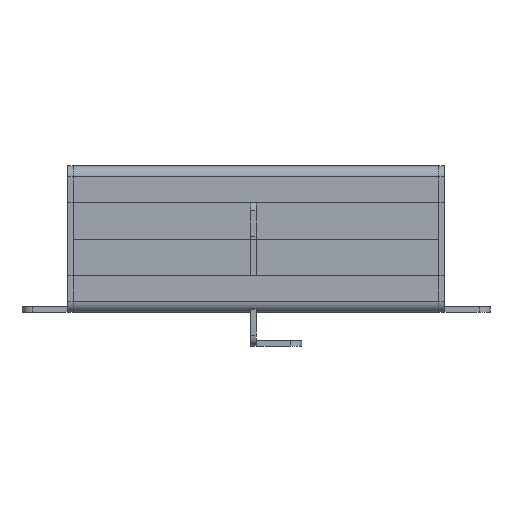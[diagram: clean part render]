
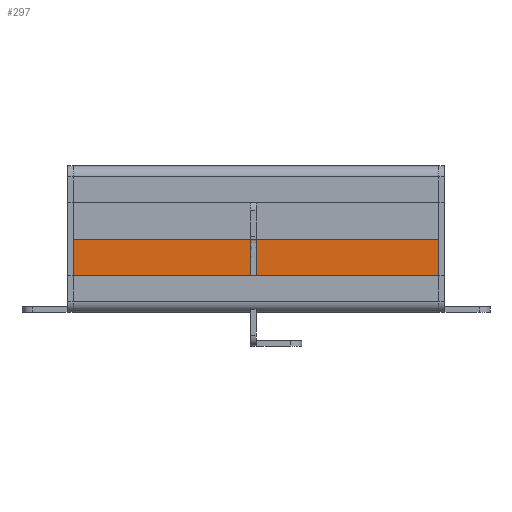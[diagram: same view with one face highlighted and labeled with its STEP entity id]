
A CAD part, front view. The second image highlights one B-rep face of the part: STEP entity #297.
In plain terms, the highlighted face is planar.
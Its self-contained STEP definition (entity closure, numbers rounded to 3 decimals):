
#297 = ADVANCED_FACE( '', ( #559 ), #560, .F. );
#559 = FACE_OUTER_BOUND( '', #1064, .T. );
#560 = PLANE( '', #1065 );
#1064 = EDGE_LOOP( '', ( #2021, #2022, #2023, #2024 ) );
#1065 = AXIS2_PLACEMENT_3D( '', #2025, #2026, #2027 );
#2021 = ORIENTED_EDGE( '', *, *, #3983, .T. );
#2022 = ORIENTED_EDGE( '', *, *, #4001, .F. );
#2023 = ORIENTED_EDGE( '', *, *, #3634, .F. );
#2024 = ORIENTED_EDGE( '', *, *, #4000, .T. );
#2025 = CARTESIAN_POINT( '', ( 50., 47.4, 0. ) );
#2026 = DIRECTION( '', ( 0., -1., 0. ) );
#2027 = DIRECTION( '', ( 0., 0., -1. ) );
#3634 = EDGE_CURVE( '', #4329, #4331, #4332, .T. );
#3983 = EDGE_CURVE( '', #5024, #5022, #5025, .T. );
#4000 = EDGE_CURVE( '', #4329, #5024, #5043, .T. );
#4001 = EDGE_CURVE( '', #4331, #5022, #5044, .T. );
#4329 = VERTEX_POINT( '', #5484 );
#4331 = VERTEX_POINT( '', #5487 );
#4332 = LINE( '', #5488, #5489 );
#5022 = VERTEX_POINT( '', #6516 );
#5024 = VERTEX_POINT( '', #6519 );
#5025 = LINE( '', #6520, #6521 );
#5043 = LINE( '', #6555, #6556 );
#5044 = LINE( '', #6557, #6558 );
#5484 = CARTESIAN_POINT( '', ( 50., 47.4, 0. ) );
#5487 = CARTESIAN_POINT( '', ( 50., 47.4, 10. ) );
#5488 = CARTESIAN_POINT( '', ( 50., 47.4, 0. ) );
#5489 = VECTOR( '', #7239, 1000. );
#6516 = CARTESIAN_POINT( '', ( -50., 47.4, 10. ) );
#6519 = CARTESIAN_POINT( '', ( -50., 47.4, 0. ) );
#6520 = CARTESIAN_POINT( '', ( -50., 47.4, 0. ) );
#6521 = VECTOR( '', #7608, 1000. );
#6555 = CARTESIAN_POINT( '', ( 50., 47.4, 0. ) );
#6556 = VECTOR( '', #7625, 1000. );
#6557 = CARTESIAN_POINT( '', ( 50., 47.4, 10. ) );
#6558 = VECTOR( '', #7626, 1000. );
#7239 = DIRECTION( '', ( 0., 0., 1. ) );
#7608 = DIRECTION( '', ( 0., 0., 1. ) );
#7625 = DIRECTION( '', ( -1., 0., 0. ) );
#7626 = DIRECTION( '', ( -1., 0., 0. ) );
